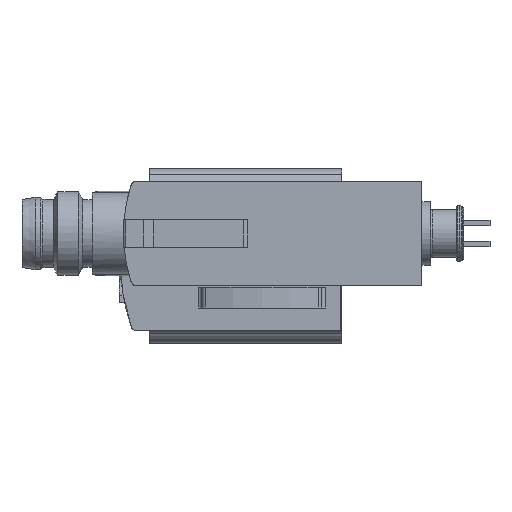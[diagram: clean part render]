
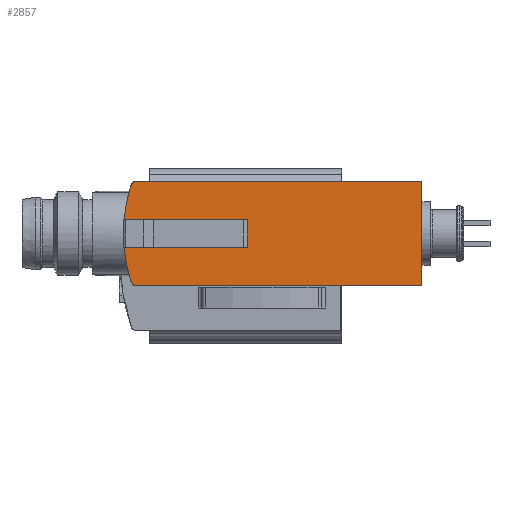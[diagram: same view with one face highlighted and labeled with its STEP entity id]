
A CAD part, left-side view. The second image highlights one B-rep face of the part: STEP entity #2857.
In plain terms, the highlighted planar face has unit normal (-1, 0, 0).
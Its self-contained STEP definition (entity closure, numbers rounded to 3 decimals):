
#42=PLANE('',#3102);
#215=LINE('',#4585,#459);
#224=LINE('',#4603,#468);
#225=LINE('',#4606,#469);
#226=LINE('',#4609,#470);
#227=LINE('',#4611,#471);
#228=LINE('',#4613,#472);
#459=VECTOR('',#3558,1000.);
#468=VECTOR('',#3569,1000.);
#469=VECTOR('',#3570,1000.);
#470=VECTOR('',#3573,1000.);
#471=VECTOR('',#3574,1000.);
#472=VECTOR('',#3577,1000.);
#657=CIRCLE('',#3055,15.);
#660=CIRCLE('',#3058,15.);
#690=CIRCLE('',#3103,0.5);
#691=CIRCLE('',#3104,0.5);
#926=ORIENTED_EDGE('',*,*,#1719,.T.);
#927=ORIENTED_EDGE('',*,*,#1720,.T.);
#928=ORIENTED_EDGE('',*,*,#1626,.F.);
#929=ORIENTED_EDGE('',*,*,#1721,.F.);
#930=ORIENTED_EDGE('',*,*,#1722,.T.);
#931=ORIENTED_EDGE('',*,*,#1723,.T.);
#932=ORIENTED_EDGE('',*,*,#1710,.F.);
#933=ORIENTED_EDGE('',*,*,#1724,.F.);
#934=ORIENTED_EDGE('',*,*,#1629,.F.);
#935=ORIENTED_EDGE('',*,*,#1725,.F.);
#1626=EDGE_CURVE('',#2028,#2029,#657,.T.);
#1629=EDGE_CURVE('',#2031,#2032,#660,.T.);
#1710=EDGE_CURVE('',#2101,#2102,#215,.T.);
#1719=EDGE_CURVE('',#2110,#2111,#224,.T.);
#1720=EDGE_CURVE('',#2111,#2029,#225,.T.);
#1721=EDGE_CURVE('',#2112,#2028,#690,.T.);
#1722=EDGE_CURVE('',#2112,#2113,#226,.T.);
#1723=EDGE_CURVE('',#2113,#2102,#227,.T.);
#1724=EDGE_CURVE('',#2032,#2101,#691,.T.);
#1725=EDGE_CURVE('',#2110,#2031,#228,.T.);
#2028=VERTEX_POINT('',#4399);
#2029=VERTEX_POINT('',#4400);
#2031=VERTEX_POINT('',#4404);
#2032=VERTEX_POINT('',#4406);
#2101=VERTEX_POINT('',#4584);
#2102=VERTEX_POINT('',#4586);
#2110=VERTEX_POINT('',#4604);
#2111=VERTEX_POINT('',#4605);
#2112=VERTEX_POINT('',#4608);
#2113=VERTEX_POINT('',#4610);
#2312=EDGE_LOOP('',(#926,#927,#928,#929,#930,#931,#932,#933,#934,#935));
#2563=FACE_BOUND('',#2312,.T.);
#2857=ADVANCED_FACE('',(#2563),#42,.F.);
#3055=AXIS2_PLACEMENT_3D('',#4398,#3417,#3418);
#3058=AXIS2_PLACEMENT_3D('',#4405,#3423,#3424);
#3102=AXIS2_PLACEMENT_3D('',#4602,#3567,#3568);
#3103=AXIS2_PLACEMENT_3D('',#4607,#3571,#3572);
#3104=AXIS2_PLACEMENT_3D('',#4612,#3575,#3576);
#3417=DIRECTION('',(1.,0.,0.));
#3418=DIRECTION('',(0.,0.,-1.));
#3423=DIRECTION('',(1.,0.,0.));
#3424=DIRECTION('',(0.,0.,-1.));
#3558=DIRECTION('',(0.,-1.,0.));
#3567=DIRECTION('',(1.,0.,0.));
#3568=DIRECTION('',(0.,0.,-1.));
#3569=DIRECTION('',(0.,0.,-1.));
#3570=DIRECTION('',(0.,1.,0.));
#3571=DIRECTION('',(1.,0.,0.));
#3572=DIRECTION('',(0.,0.,-1.));
#3573=DIRECTION('',(0.,-1.,0.));
#3574=DIRECTION('',(0.,0.,1.));
#3575=DIRECTION('',(1.,0.,0.));
#3576=DIRECTION('',(0.,0.,-1.));
#3577=DIRECTION('',(0.,1.,0.));
#4398=CARTESIAN_POINT('',(-102.4,5.85,0.));
#4399=CARTESIAN_POINT('',(-102.4,20.109,-4.655));
#4400=CARTESIAN_POINT('',(-102.4,20.794,-1.3));
#4404=CARTESIAN_POINT('',(-102.4,20.794,1.3));
#4405=CARTESIAN_POINT('',(-102.4,5.85,0.));
#4406=CARTESIAN_POINT('',(-102.4,20.109,4.655));
#4584=CARTESIAN_POINT('',(-102.4,19.634,5.));
#4585=CARTESIAN_POINT('',(-102.4,23.,5.));
#4586=CARTESIAN_POINT('',(-102.4,-7.65,5.));
#4602=CARTESIAN_POINT('',(-102.4,23.,-5.));
#4603=CARTESIAN_POINT('',(-102.4,9.05,1.3));
#4604=CARTESIAN_POINT('',(-102.4,9.05,1.3));
#4605=CARTESIAN_POINT('',(-102.4,9.05,-1.3));
#4606=CARTESIAN_POINT('',(-102.4,9.05,-1.3));
#4607=CARTESIAN_POINT('',(-102.4,19.634,-4.5));
#4608=CARTESIAN_POINT('',(-102.4,19.634,-5.));
#4609=CARTESIAN_POINT('',(-102.4,23.,-5.));
#4610=CARTESIAN_POINT('',(-102.4,-7.65,-5.));
#4611=CARTESIAN_POINT('',(-102.4,-7.65,-47.17));
#4612=CARTESIAN_POINT('',(-102.4,19.634,4.5));
#4613=CARTESIAN_POINT('',(-102.4,9.05,1.3));
